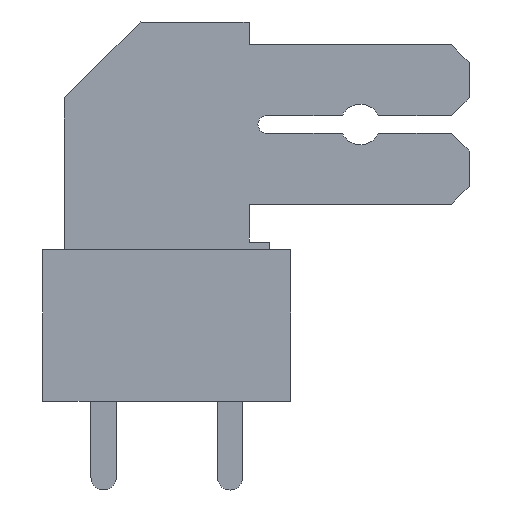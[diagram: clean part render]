
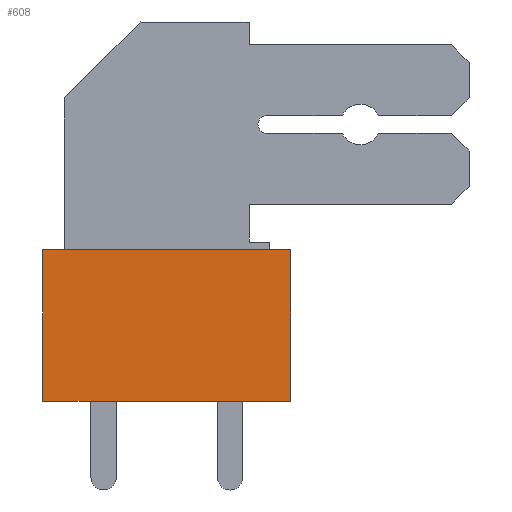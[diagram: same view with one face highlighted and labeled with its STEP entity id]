
A CAD part, left-side view. The second image highlights one B-rep face of the part: STEP entity #608.
In plain terms, the highlighted planar face has unit normal (-1, 0, 0).
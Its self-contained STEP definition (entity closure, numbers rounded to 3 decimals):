
#581=AXIS2_PLACEMENT_3D('Plane Axis2P3D',#578,#579,#580) ;
#49=CARTESIAN_POINT('Vertex',(0.,7.05,3.5)) ;
#52=CARTESIAN_POINT('Line Origine',(0.,11.95,3.5)) ;
#56=CARTESIAN_POINT('Vertex',(0.,16.85,3.5)) ;
#578=CARTESIAN_POINT('Axis2P3D Location',(0.,0.,0.)) ;
#583=CARTESIAN_POINT('Line Origine',(0.,11.95,9.5)) ;
#587=CARTESIAN_POINT('Vertex',(0.,7.05,9.5)) ;
#589=CARTESIAN_POINT('Vertex',(0.,16.85,9.5)) ;
#592=CARTESIAN_POINT('Line Origine',(0.,16.85,6.5)) ;
#597=CARTESIAN_POINT('Line Origine',(0.,7.05,6.5)) ;
#53=DIRECTION('Vector Direction',(0.,1.,0.)) ;
#579=DIRECTION('Axis2P3D Direction',(-1.,0.,0.)) ;
#580=DIRECTION('Axis2P3D XDirection',(0.,0.,1.)) ;
#584=DIRECTION('Vector Direction',(0.,-1.,0.)) ;
#593=DIRECTION('Vector Direction',(0.,0.,1.)) ;
#598=DIRECTION('Vector Direction',(0.,0.,-1.)) ;
#54=VECTOR('Line Direction',#53,1.) ;
#585=VECTOR('Line Direction',#584,1.) ;
#594=VECTOR('Line Direction',#593,1.) ;
#599=VECTOR('Line Direction',#598,1.) ;
#603=ORIENTED_EDGE('',*,*,#591,.T.) ;
#604=ORIENTED_EDGE('',*,*,#596,.T.) ;
#605=ORIENTED_EDGE('',*,*,#58,.T.) ;
#606=ORIENTED_EDGE('',*,*,#601,.T.) ;
#608=ADVANCED_FACE('_PCF 7.50/07/90 3.5 OR 9511640000',(#607),#582,.T.) ;
#58=EDGE_CURVE('',#57,#50,#55,.F.) ;
#591=EDGE_CURVE('',#588,#590,#586,.F.) ;
#596=EDGE_CURVE('',#590,#57,#595,.F.) ;
#601=EDGE_CURVE('',#50,#588,#600,.F.) ;
#602=EDGE_LOOP('',(#603,#604,#605,#606)) ;
#607=FACE_OUTER_BOUND('',#602,.T.) ;
#55=LINE('Line',#52,#54) ;
#586=LINE('Line',#583,#585) ;
#595=LINE('Line',#592,#594) ;
#600=LINE('Line',#597,#599) ;
#582=PLANE('',#581) ;
#50=VERTEX_POINT('',#49) ;
#57=VERTEX_POINT('',#56) ;
#588=VERTEX_POINT('',#587) ;
#590=VERTEX_POINT('',#589) ;
